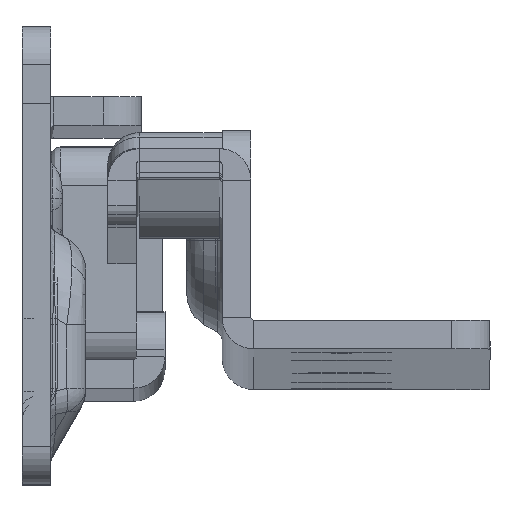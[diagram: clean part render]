
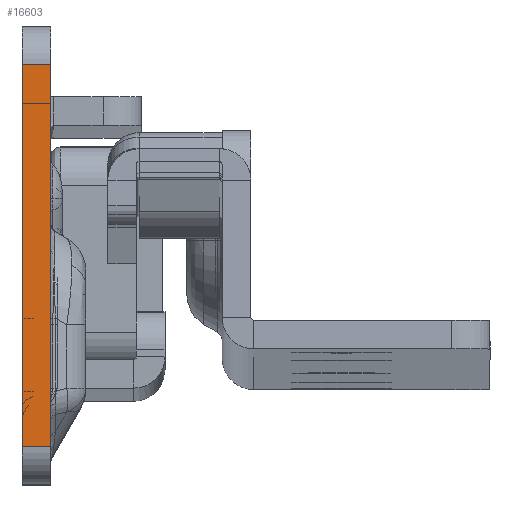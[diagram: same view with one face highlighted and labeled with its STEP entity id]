
A CAD part, top view. The second image highlights one B-rep face of the part: STEP entity #16603.
In plain terms, the highlighted planar face has unit normal (0, 0, 1).
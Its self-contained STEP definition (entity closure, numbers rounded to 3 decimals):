
#433 = VERTEX_POINT ( 'NONE', #11611 ) ;
#733 = AXIS2_PLACEMENT_3D ( 'NONE', #14031, #6058, #4724 ) ;
#868 = DIRECTION ( 'NONE',  ( 0., -1., 0. ) ) ;
#1219 = VERTEX_POINT ( 'NONE', #15740 ) ;
#1354 = DIRECTION ( 'NONE',  ( 0., -1., 0. ) ) ;
#1392 = LINE ( 'NONE', #6798, #11381 ) ;
#1767 = LINE ( 'NONE', #4587, #5910 ) ;
#1949 = CARTESIAN_POINT ( 'NONE',  ( 0., 18.3, 0. ) ) ;
#3653 = LINE ( 'NONE', #12230, #4512 ) ;
#3762 = ORIENTED_EDGE ( 'NONE', *, *, #12664, .T. ) ;
#4023 = ORIENTED_EDGE ( 'NONE', *, *, #13648, .T. ) ;
#4379 = PLANE ( 'NONE',  #733 ) ;
#4512 = VECTOR ( 'NONE', #1354, 1000. ) ;
#4587 = CARTESIAN_POINT ( 'NONE',  ( -142.194, -21.7, 0. ) ) ;
#4724 = DIRECTION ( 'NONE',  ( 1., 0., 0. ) ) ;
#4826 = CARTESIAN_POINT ( 'NONE',  ( -3., 18.3, 0. ) ) ;
#5098 = ORIENTED_EDGE ( 'NONE', *, *, #13981, .F. ) ;
#5910 = VECTOR ( 'NONE', #13802, 1000. ) ;
#6058 = DIRECTION ( 'NONE',  ( 0., 0., 1. ) ) ;
#6769 = EDGE_CURVE ( 'NONE', #6791, #433, #8963, .T. ) ;
#6791 = VERTEX_POINT ( 'NONE', #1949 ) ;
#6798 = CARTESIAN_POINT ( 'NONE',  ( -3., 18.3, 0. ) ) ;
#7367 = ORIENTED_EDGE ( 'NONE', *, *, #6769, .F. ) ;
#8027 = VERTEX_POINT ( 'NONE', #4826 ) ;
#8570 = FACE_OUTER_BOUND ( 'NONE', #16389, .T. ) ;
#8963 = LINE ( 'NONE', #16846, #9042 ) ;
#9042 = VECTOR ( 'NONE', #868, 1000. ) ;
#11381 = VECTOR ( 'NONE', #16193, 1000. ) ;
#11611 = CARTESIAN_POINT ( 'NONE',  ( 0., -21.7, 0. ) ) ;
#12230 = CARTESIAN_POINT ( 'NONE',  ( -3., -29.094, 0. ) ) ;
#12664 = EDGE_CURVE ( 'NONE', #1219, #433, #1767, .T. ) ;
#13648 = EDGE_CURVE ( 'NONE', #8027, #1219, #3653, .T. ) ;
#13802 = DIRECTION ( 'NONE',  ( 1., 0., 0. ) ) ;
#13981 = EDGE_CURVE ( 'NONE', #8027, #6791, #1392, .T. ) ;
#14031 = CARTESIAN_POINT ( 'NONE',  ( -3., -29.094, 0. ) ) ;
#15740 = CARTESIAN_POINT ( 'NONE',  ( -3., -21.7, 0. ) ) ;
#16193 = DIRECTION ( 'NONE',  ( 1., 0., 0. ) ) ;
#16389 = EDGE_LOOP ( 'NONE', ( #7367, #5098, #4023, #3762 ) ) ;
#16603 = ADVANCED_FACE ( 'NONE', ( #8570 ), #4379, .T. ) ;
#16846 = CARTESIAN_POINT ( 'NONE',  ( 0., -29.094, 0. ) ) ;
